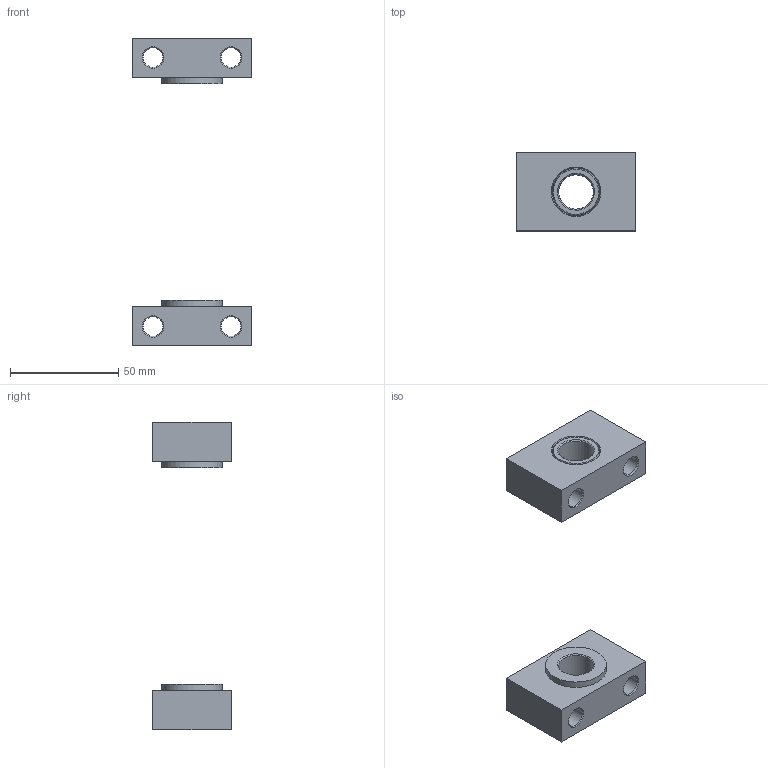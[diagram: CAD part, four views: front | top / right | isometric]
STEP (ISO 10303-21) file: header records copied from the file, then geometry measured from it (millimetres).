
FILE_DESCRIPTION(/* description */ (''),/* implementation_level */ '2;1');
FILE_NAME(/* name */ 'tl_40-50.stp',/* time_stamp */ '2017-10-25T14:56:58+02:00',/* author */ ('leitheußer'),/* organization */ (''),/* preprocessor_version */ 'ST-DEVELOPER v15.6',/* originating_system */ 'Autodesk Inventor LT ',/* authorisation */ '');
FILE_SCHEMA (('AUTOMOTIVE_DESIGN { 1 0 10303 214 3 1 1 }'));
Length unit declared in the file: millimetre
Products named in the file (1): SUPC4050X
Bounding box: 55 x 36 x 142 mm (x, y, z)
Volume: 53123.2 mm3; surface area: 26146 mm2
Topology: 4 solids, 4 shells, 60 faces, 116 edges, 70 vertices
Faces by surface type: cone 22, plane 22, cylinder 16
Full cylindrical faces by diameter (mm): 9 x4, 15 x4, 16 x2, 22 x4, 28 x2
Entity records: 1395 total; most frequent: DIRECTION 254, CARTESIAN_POINT 209, ORIENTED_EDGE 156, EDGE_LOOP 120, AXIS2_PLACEMENT_3D 115, EDGE_CURVE 78, VERTEX_POINT 70, FACE_BOUND 60
